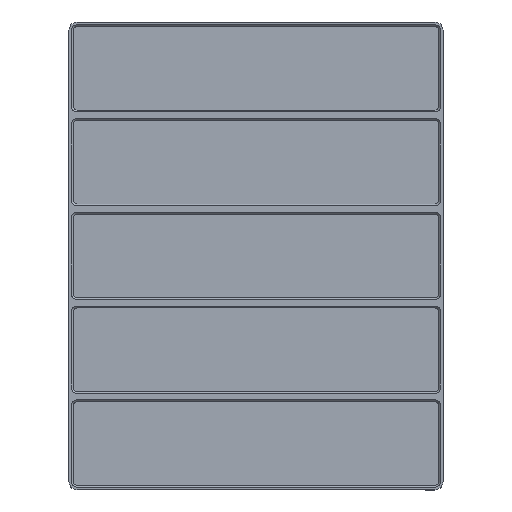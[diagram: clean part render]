
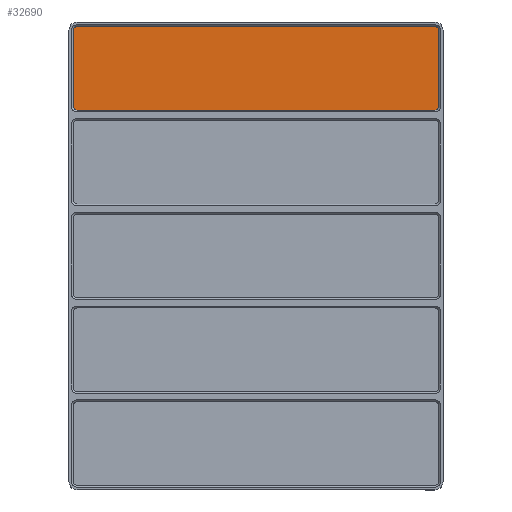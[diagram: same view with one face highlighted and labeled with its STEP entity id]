
A CAD part, top view. The second image highlights one B-rep face of the part: STEP entity #32690.
In plain terms, the highlighted planar face has unit normal (0, 0, 1).
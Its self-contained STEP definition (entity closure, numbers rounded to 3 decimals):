
#20920=CARTESIAN_POINT('',(291.75,289.,7.));
#20930=DIRECTION('',(0.,-1.,0.));
#20940=VECTOR('',#20930,1.);
#20950=LINE('',#20920,#20940);
#20960=CARTESIAN_POINT('',(291.75,290.15,7.));
#20970=VERTEX_POINT('',#20960);
#20980=CARTESIAN_POINT('',(291.75,255.85,7.));
#20990=VERTEX_POINT('',#20980);
#21000=EDGE_CURVE('',#20970,#20990,#20950,.T.);
#32030=CARTESIAN_POINT('',(147.,273.,7.));
#32040=DIRECTION('',(0.,0.,1.));
#32050=DIRECTION('',(1.,0.,0.));
#32060=AXIS2_PLACEMENT_3D('',#32030,#32040,#32050);
#32070=PLANE('',#32060);
#32080=CARTESIAN_POINT('',(129.85,290.15,7.));
#32090=DIRECTION('',(0.,0.,-1.));
#32100=DIRECTION('',(-1.,0.,0.));
#32110=AXIS2_PLACEMENT_3D('',#32080,#32090,#32100);
#32120=CIRCLE('',#32110,1.6);
#32130=CARTESIAN_POINT('',(128.25,290.15,7.));
#32140=VERTEX_POINT('',#32130);
#32150=CARTESIAN_POINT('',(129.85,291.75,7.));
#32160=VERTEX_POINT('',#32150);
#32170=EDGE_CURVE('',#32140,#32160,#32120,.T.);
#32180=ORIENTED_EDGE('',*,*,#32170,.F.);
#32190=CARTESIAN_POINT('',(257.,291.75,7.));
#32200=DIRECTION('',(1.,0.,0.));
#32210=VECTOR('',#32200,1.);
#32220=LINE('',#32190,#32210);
#32230=CARTESIAN_POINT('',(290.15,291.75,7.));
#32240=VERTEX_POINT('',#32230);
#32250=EDGE_CURVE('',#32160,#32240,#32220,.T.);
#32260=ORIENTED_EDGE('',*,*,#32250,.F.);
#32270=CARTESIAN_POINT('',(290.15,290.15,7.));
#32280=DIRECTION('',(0.,0.,-1.));
#32290=DIRECTION('',(-1.,0.,0.));
#32300=AXIS2_PLACEMENT_3D('',#32270,#32280,#32290);
#32310=CIRCLE('',#32300,1.6);
#32320=EDGE_CURVE('',#32240,#20970,#32310,.T.);
#32330=ORIENTED_EDGE('',*,*,#32320,.F.);
#32340=ORIENTED_EDGE('',*,*,#21000,.F.);
#32350=CARTESIAN_POINT('',(290.15,255.85,7.));
#32360=DIRECTION('',(0.,0.,-1.));
#32370=DIRECTION('',(-1.,0.,0.));
#32380=AXIS2_PLACEMENT_3D('',#32350,#32360,#32370);
#32390=CIRCLE('',#32380,1.6);
#32400=CARTESIAN_POINT('',(290.15,254.25,7.));
#32410=VERTEX_POINT('',#32400);
#32420=EDGE_CURVE('',#20990,#32410,#32390,.T.);
#32430=ORIENTED_EDGE('',*,*,#32420,.F.);
#32440=CARTESIAN_POINT('',(163.,254.25,7.));
#32450=DIRECTION('',(-1.,0.,0.));
#32460=VECTOR('',#32450,1.);
#32470=LINE('',#32440,#32460);
#32480=CARTESIAN_POINT('',(129.85,254.25,7.));
#32490=VERTEX_POINT('',#32480);
#32500=EDGE_CURVE('',#32410,#32490,#32470,.T.);
#32510=ORIENTED_EDGE('',*,*,#32500,.F.);
#32520=CARTESIAN_POINT('',(129.85,255.85,7.));
#32530=DIRECTION('',(0.,0.,-1.));
#32540=DIRECTION('',(-1.,0.,0.));
#32550=AXIS2_PLACEMENT_3D('',#32520,#32530,#32540);
#32560=CIRCLE('',#32550,1.6);
#32570=CARTESIAN_POINT('',(128.25,255.85,7.));
#32580=VERTEX_POINT('',#32570);
#32590=EDGE_CURVE('',#32490,#32580,#32560,.T.);
#32600=ORIENTED_EDGE('',*,*,#32590,.F.);
#32610=CARTESIAN_POINT('',(128.25,257.,7.));
#32620=DIRECTION('',(0.,1.,0.));
#32630=VECTOR('',#32620,1.);
#32640=LINE('',#32610,#32630);
#32650=EDGE_CURVE('',#32580,#32140,#32640,.T.);
#32660=ORIENTED_EDGE('',*,*,#32650,.F.);
#32670=EDGE_LOOP('',(#32660,#32600,#32510,#32430,#32340,#32330,#32260,
#32180));
#32680=FACE_OUTER_BOUND('',#32670,.T.);
#32690=ADVANCED_FACE('',(#32680),#32070,.T.);
